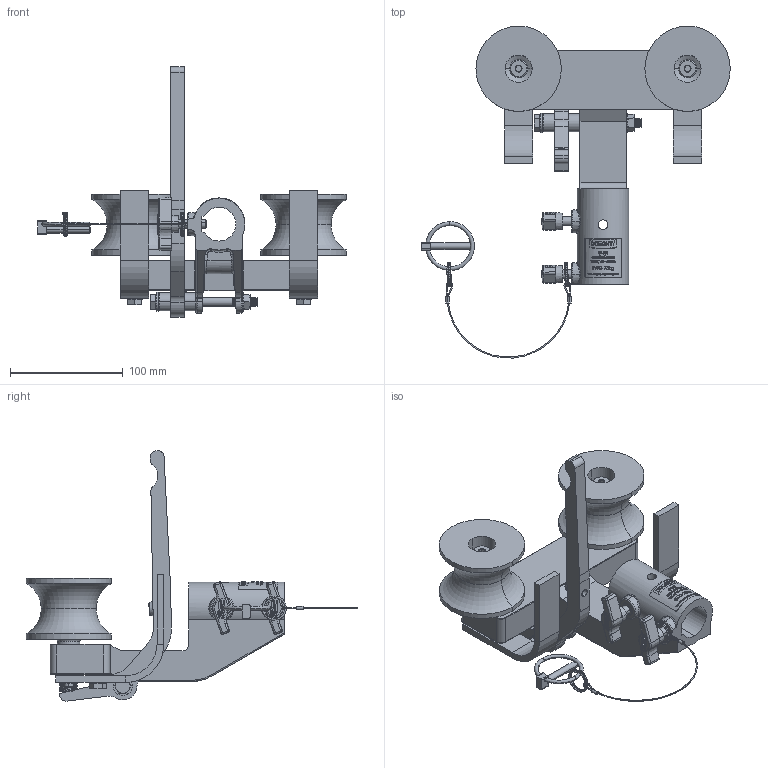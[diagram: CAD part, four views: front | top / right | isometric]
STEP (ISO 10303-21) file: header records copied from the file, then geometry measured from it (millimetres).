
FILE_DESCRIPTION (( 'STEP AP203' ), '1' );
FILE_NAME ('G1642.STEP', '2018-09-27T14:03:06', ( '' ), ( '' ), 'SwSTEP 2.0', 'SolidWorks 2016', '' );
FILE_SCHEMA (( 'CONFIG_CONTROL_DESIGN' ));
Length unit declared in the file: millimetre
Products named in the file (28): F947; TH2935; Binx Nut_M8 BLK; TH2925; F628; Doughty Knob_S0127; S1426; T28380; Hex Bolt_ISO 4016 - M8 x 90 x 22-WS; S3348_COMPRESSED; G1600_LABEL; T21000; TH2923; TH2926; G1642; G1600; TH2927; B Washer_Bright washer BS 4320 - M8 (Form B); TH2924; TH2932; Hex Screw GradeC_Doughty Fastners_BS EN 24018 - M8 x 16-WS; A Washer_Bright washer BS 4320 - M8 (Form A); S3124; S3364; Binx Nut_M8 YELL; TH2933; S2605_Default2; TH2934
Assembly tree (39 placements, depth 4):
  G1642
    G1600
      TH2924
        TH2923
        F628  x4
      TH2925  x2
      Doughty Knob_S0127  x2
      G1600_LABEL
      B Washer_Bright washer BS 4320 - M8 (Form B)  x2
      Hex Screw GradeC_Doughty Fastners_BS EN 24018 - M8 x 16-WS  x2
      Binx Nut_M8 YELL  x2
      TH2927  x2
        TH2926
        S3124
      F947  x2
      T28380
        S2605_Default2
        T21000
        S1426  x2
    Hex Bolt_ISO 4016 - M8 x 90 x 22-WS
    A Washer_Bright washer BS 4320 - M8 (Form A)  x2
    TH2935
      TH2932
        TH2934
        TH2933
      S3364
    Binx Nut_M8 BLK
    S3348_COMPRESSED
Bounding box: 273.9 x 294.7 x 222.1 mm (x, y, z)
Volume: 749351.6 mm3; surface area: 218524 mm2
Topology: 41 solids, 41 shells, 2431 faces, 6209 edges, 4010 vertices
Faces by surface type: plane 829, cylinder 618, bspline 556, cone 290, torus 126, sphere 12
Entity records: 117053 total; most frequent: CARTESIAN_POINT 68579, ORIENTED_EDGE 10408, DIRECTION 7788, EDGE_CURVE 5204, VERTEX_POINT 3372, AXIS2_PLACEMENT_3D 3020, EDGE_LOOP 2220, ADVANCED_FACE 2023
